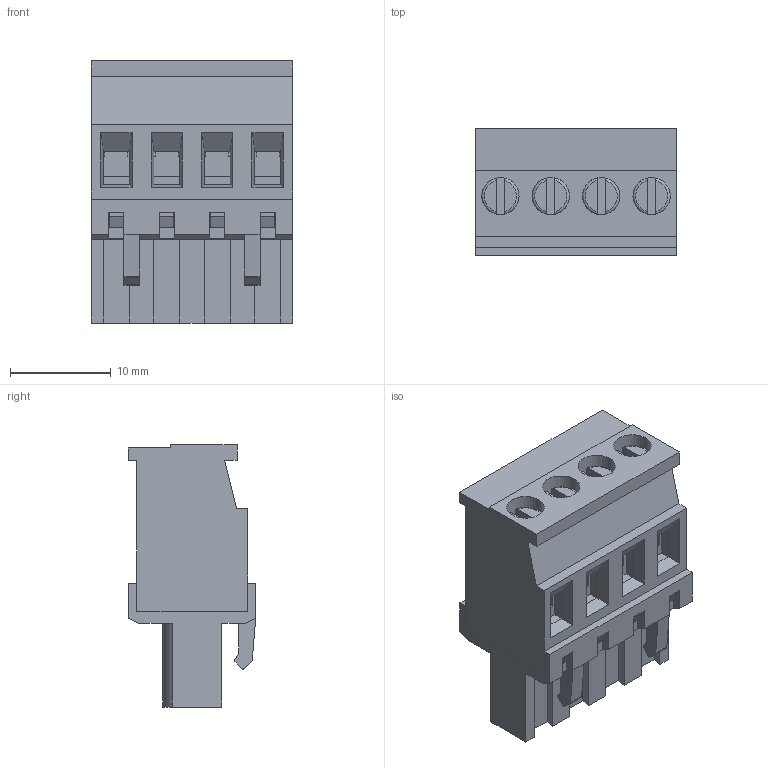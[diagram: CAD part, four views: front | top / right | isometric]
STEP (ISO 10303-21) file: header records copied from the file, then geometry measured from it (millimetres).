
FILE_DESCRIPTION( ( 'Unknown' ), '1' );
FILE_NAME( '691351700004.stp', 'Unknown', ( 'Unknown' ), ( 'Unknown' ), 'PSStep 14.0', 'Unknown', ' ' );
FILE_SCHEMA( ( 'AUTOMOTIVE_DESIGN { 1 0 10303 214 1 1 1 1 }' ) );
Length unit declared in the file: millimetre
Products named in the file (6): Assem1; 6913517000xx_CAGE; 6913517000xx_PIN; 6913517000xx_VIS; 691351700004; 691351700004_BAS
Assembly tree (14 placements, depth 2):
  Assem1
    6913517000xx_CAGE  x4
    6913517000xx_PIN  x4
    6913517000xx_VIS  x4
    691351700004
    691351700004_BAS
Bounding box: 20 x 12.65 x 26 mm (x, y, z)
Volume: 3125.7 mm3; surface area: 7343.6 mm2
Topology: 14 solids, 14 shells, 824 faces, 2308 edges, 1506 vertices
Faces by surface type: plane 646, cylinder 154, torus 16, cone 8
Full cylindrical faces by diameter (mm): 1.6 x4, 2.4 x4, 2.9 x8, 3 x4, 3.7 x8
Entity records: 21538 total; most frequent: CARTESIAN_POINT 3056, ORIENTED_EDGE 2988, DIRECTION 2734, EDGE_CURVE 1494, LINE 1354, VECTOR 1354, VERTEX_POINT 988, AXIS2_PLACEMENT_3D 690
